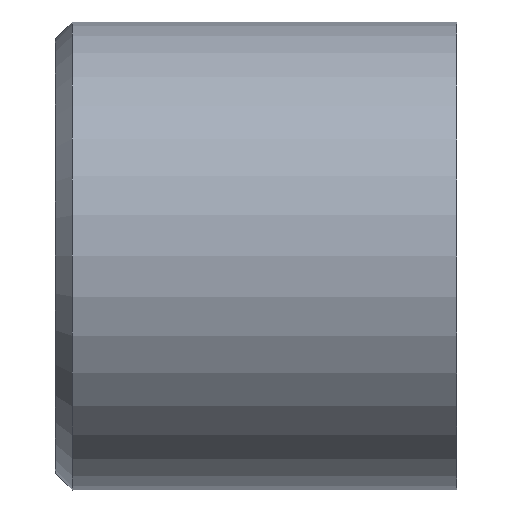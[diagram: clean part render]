
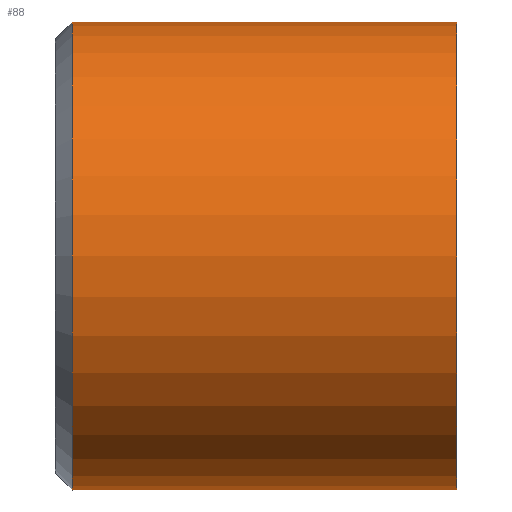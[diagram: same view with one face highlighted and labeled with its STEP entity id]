
A CAD part, front view. The second image highlights one B-rep face of the part: STEP entity #88.
In plain terms, the highlighted cylindrical face has radius 14 mm (diameter 28 mm), a partial arc.
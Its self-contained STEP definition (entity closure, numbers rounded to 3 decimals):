
#6 = EDGE_CURVE ( 'NONE', #126, #204, #121, .T. ) ;
#8 = FACE_OUTER_BOUND ( 'NONE', #81, .T. ) ;
#20 = ORIENTED_EDGE ( 'NONE', *, *, #205, .T. ) ;
#27 = CIRCLE ( 'NONE', #282, 14. ) ;
#28 = CARTESIAN_POINT ( 'NONE',  ( 1., 0., 0. ) ) ;
#30 = DIRECTION ( 'NONE',  ( -1., 0., 0. ) ) ;
#38 = LINE ( 'NONE', #79, #298 ) ;
#41 = ORIENTED_EDGE ( 'NONE', *, *, #159, .F. ) ;
#44 = ORIENTED_EDGE ( 'NONE', *, *, #6, .T. ) ;
#45 = VERTEX_POINT ( 'NONE', #208 ) ;
#62 = CARTESIAN_POINT ( 'NONE',  ( 24., 0., -14. ) ) ;
#74 = AXIS2_PLACEMENT_3D ( 'NONE', #190, #30, #118 ) ;
#79 = CARTESIAN_POINT ( 'NONE',  ( 24., 0., 14. ) ) ;
#81 = EDGE_LOOP ( 'NONE', ( #41, #255, #20, #44 ) ) ;
#88 = ADVANCED_FACE ( 'NONE', ( #8 ), #143, .T. ) ;
#96 = CARTESIAN_POINT ( 'NONE',  ( 24., 0., 0. ) ) ;
#117 = CARTESIAN_POINT ( 'NONE',  ( 1., 0., 14. ) ) ;
#118 = DIRECTION ( 'NONE',  ( 0., 0., 1. ) ) ;
#121 = CIRCLE ( 'NONE', #214, 14. ) ;
#123 = EDGE_CURVE ( 'NONE', #45, #181, #27, .T. ) ;
#126 = VERTEX_POINT ( 'NONE', #117 ) ;
#130 = VECTOR ( 'NONE', #173, 1000. ) ;
#143 = CYLINDRICAL_SURFACE ( 'NONE', #74, 14. ) ;
#151 = DIRECTION ( 'NONE',  ( -1., 0., 0. ) ) ;
#159 = EDGE_CURVE ( 'NONE', #181, #204, #242, .T. ) ;
#169 = DIRECTION ( 'NONE',  ( 0., 0., -1. ) ) ;
#173 = DIRECTION ( 'NONE',  ( -1., 0., 0. ) ) ;
#181 = VERTEX_POINT ( 'NONE', #62 ) ;
#190 = CARTESIAN_POINT ( 'NONE',  ( 24., 0., 0. ) ) ;
#204 = VERTEX_POINT ( 'NONE', #289 ) ;
#205 = EDGE_CURVE ( 'NONE', #45, #126, #38, .T. ) ;
#208 = CARTESIAN_POINT ( 'NONE',  ( 24., 0., 14. ) ) ;
#214 = AXIS2_PLACEMENT_3D ( 'NONE', #28, #276, #249 ) ;
#218 = CARTESIAN_POINT ( 'NONE',  ( 24., 0., -14. ) ) ;
#242 = LINE ( 'NONE', #218, #130 ) ;
#249 = DIRECTION ( 'NONE',  ( 0., 0., -1. ) ) ;
#255 = ORIENTED_EDGE ( 'NONE', *, *, #123, .F. ) ;
#261 = DIRECTION ( 'NONE',  ( 1., 0., 0. ) ) ;
#276 = DIRECTION ( 'NONE',  ( 1., 0., 0. ) ) ;
#282 = AXIS2_PLACEMENT_3D ( 'NONE', #96, #261, #169 ) ;
#289 = CARTESIAN_POINT ( 'NONE',  ( 1., 0., -14. ) ) ;
#298 = VECTOR ( 'NONE', #151, 1000. ) ;
